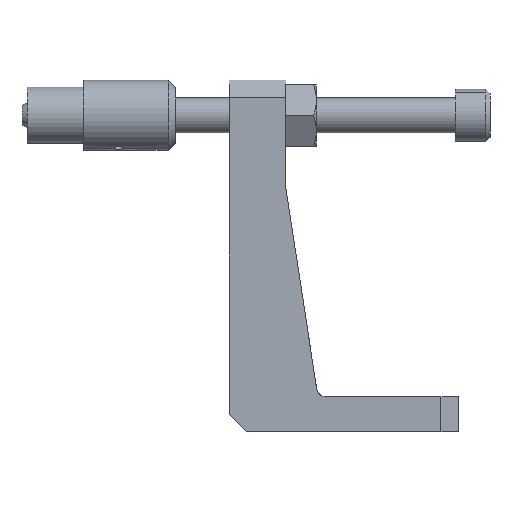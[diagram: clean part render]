
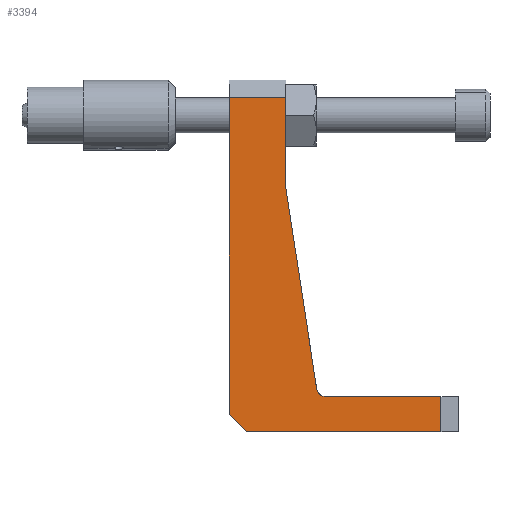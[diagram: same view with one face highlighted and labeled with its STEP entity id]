
A CAD part, left-side view. The second image highlights one B-rep face of the part: STEP entity #3394.
In plain terms, the highlighted planar face has unit normal (-1, 0, 0).
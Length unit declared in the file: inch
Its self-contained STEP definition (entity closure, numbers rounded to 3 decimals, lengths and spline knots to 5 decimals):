
#211 = VECTOR ( 'NONE', #504, 39.37008 ) ;
#212 = LINE ( 'NONE', #513, #211 ) ;
#217 = VECTOR ( 'NONE', #530, 39.37008 ) ;
#218 = LINE ( 'NONE', #547, #217 ) ;
#230 = LINE ( 'NONE', #567, #231 ) ;
#231 = VECTOR ( 'NONE', #574, 39.37008 ) ;
#237 = VECTOR ( 'NONE', #560, 39.37008 ) ;
#246 = LINE ( 'NONE', #539, #237 ) ;
#504 = DIRECTION ( 'NONE',  ( 0., 1., 0. ) ) ;
#513 = CARTESIAN_POINT ( 'NONE',  ( -0.25, -1., 0. ) ) ;
#530 = DIRECTION ( 'NONE',  ( 0., 0., 1. ) ) ;
#539 = CARTESIAN_POINT ( 'NONE',  ( -0.25, 0.23, 2.5 ) ) ;
#547 = CARTESIAN_POINT ( 'NONE',  ( -0.25, 0.63, 0. ) ) ;
#560 = DIRECTION ( 'NONE',  ( 0., 0., -1. ) ) ;
#567 = CARTESIAN_POINT ( 'NONE',  ( -0.25, -0.875, 0.25 ) ) ;
#574 = DIRECTION ( 'NONE',  ( 0., 0., 1. ) ) ;
#730 = VECTOR ( 'NONE', #3897, 39.37008 ) ;
#768 = LINE ( 'NONE', #3876, #817 ) ;
#785 = CIRCLE ( 'NONE', #2661, 0.0625 ) ;
#814 = LINE ( 'NONE', #3904, #730 ) ;
#817 = VECTOR ( 'NONE', #3881, 39.37008 ) ;
#956 = PLANE ( 'NONE',  #2544 ) ;
#982 = DIRECTION ( 'NONE',  ( 0., 0., 1. ) ) ;
#991 = DIRECTION ( 'NONE',  ( -1., 0., 0. ) ) ;
#1029 = CARTESIAN_POINT ( 'NONE',  ( -0.25, -1., 0.25 ) ) ;
#1487 = DIRECTION ( 'NONE',  ( 0., 0., 1. ) ) ;
#1488 = DIRECTION ( 'NONE',  ( 1., 0., 0. ) ) ;
#1489 = CARTESIAN_POINT ( 'NONE',  ( -0.25, -0.05365, 0.3125 ) ) ;
#1528 = DIRECTION ( 'NONE',  ( 0., -0.152, -0.988 ) ) ;
#1532 = CARTESIAN_POINT ( 'NONE',  ( -0.25, 0., 0.25 ) ) ;
#1597 = ORIENTED_EDGE ( 'NONE', *, *, #2372, .F. ) ;
#1649 = ORIENTED_EDGE ( 'NONE', *, *, #2385, .T. ) ;
#1650 = ORIENTED_EDGE ( 'NONE', *, *, #2369, .F. ) ;
#1651 = ORIENTED_EDGE ( 'NONE', *, *, #4675, .T. ) ;
#1652 = ORIENTED_EDGE ( 'NONE', *, *, #2389, .F. ) ;
#1653 = ORIENTED_EDGE ( 'NONE', *, *, #4654, .T. ) ;
#1654 = ORIENTED_EDGE ( 'NONE', *, *, #4544, .T. ) ;
#1655 = ORIENTED_EDGE ( 'NONE', *, *, #4528, .F. ) ;
#1656 = ORIENTED_EDGE ( 'NONE', *, *, #4501, .F. ) ;
#1660 = ORIENTED_EDGE ( 'NONE', *, *, #4679, .T. ) ;
#1973 = VECTOR ( 'NONE', #1528, 39.37008 ) ;
#2032 = LINE ( 'NONE', #1532, #1973 ) ;
#2037 = LINE ( 'NONE', #3123, #2171 ) ;
#2058 = FACE_OUTER_BOUND ( 'NONE', #3631, .T. ) ;
#2093 = CIRCLE ( 'NONE', #2474, 0.0625 ) ;
#2171 = VECTOR ( 'NONE', #3262, 39.37008 ) ;
#2369 = EDGE_CURVE ( 'NONE', #3532, #3471, #212, .T. ) ;
#2372 = EDGE_CURVE ( 'NONE', #3705, #3712, #218, .T. ) ;
#2385 = EDGE_CURVE ( 'NONE', #3532, #3600, #230, .T. ) ;
#2389 = EDGE_CURVE ( 'NONE', #3679, #3770, #246, .T. ) ;
#2474 = AXIS2_PLACEMENT_3D ( 'NONE', #1489, #1488, #1487 ) ;
#2544 = AXIS2_PLACEMENT_3D ( 'NONE', #1029, #991, #982 ) ;
#2661 = AXIS2_PLACEMENT_3D ( 'NONE', #3836, #3837, #3838 ) ;
#3028 = CARTESIAN_POINT ( 'NONE',  ( -0.25, 0.00813, 0.30303 ) ) ;
#3050 = CARTESIAN_POINT ( 'NONE',  ( -0.25, 0.23, 2.375 ) ) ;
#3052 = CARTESIAN_POINT ( 'NONE',  ( -0.25, 0.505, 0. ) ) ;
#3061 = CARTESIAN_POINT ( 'NONE',  ( -0.25, 0.63, 2.375 ) ) ;
#3068 = CARTESIAN_POINT ( 'NONE',  ( -0.25, 0.63, 0.125 ) ) ;
#3123 = CARTESIAN_POINT ( 'NONE',  ( -0.25, -1., 0.25 ) ) ;
#3137 = CARTESIAN_POINT ( 'NONE',  ( -0.25, 0.22928, 1.74529 ) ) ;
#3162 = CARTESIAN_POINT ( 'NONE',  ( -0.25, -0.875, 0.25 ) ) ;
#3174 = CARTESIAN_POINT ( 'NONE',  ( -0.25, -0.875, 0. ) ) ;
#3252 = CARTESIAN_POINT ( 'NONE',  ( -0.25, 0.23, 1.75476 ) ) ;
#3262 = DIRECTION ( 'NONE',  ( 0., -1., 0. ) ) ;
#3304 = CARTESIAN_POINT ( 'NONE',  ( -0.25, -0.05365, 0.25 ) ) ;
#3394 = ADVANCED_FACE ( 'NONE', ( #2058 ), #956, .T. ) ;
#3471 = VERTEX_POINT ( 'NONE', #3052 ) ;
#3497 = VERTEX_POINT ( 'NONE', #3137 ) ;
#3525 = VERTEX_POINT ( 'NONE', #3304 ) ;
#3532 = VERTEX_POINT ( 'NONE', #3174 ) ;
#3600 = VERTEX_POINT ( 'NONE', #3162 ) ;
#3631 = EDGE_LOOP ( 'NONE', ( #1597, #1651, #1650, #1649, #1656, #1654, #1655, #1653, #1652, #1660 ) ) ;
#3677 = VERTEX_POINT ( 'NONE', #3028 ) ;
#3679 = VERTEX_POINT ( 'NONE', #3050 ) ;
#3705 = VERTEX_POINT ( 'NONE', #3068 ) ;
#3712 = VERTEX_POINT ( 'NONE', #3061 ) ;
#3770 = VERTEX_POINT ( 'NONE', #3252 ) ;
#3836 = CARTESIAN_POINT ( 'NONE',  ( -0.25, 0.1675, 1.75476 ) ) ;
#3837 = DIRECTION ( 'NONE',  ( 1., 0., 0. ) ) ;
#3838 = DIRECTION ( 'NONE',  ( 0., 0., 1. ) ) ;
#3876 = CARTESIAN_POINT ( 'NONE',  ( -0.25, -0.1225, -0.6275 ) ) ;
#3881 = DIRECTION ( 'NONE',  ( 0., -0.707, -0.707 ) ) ;
#3897 = DIRECTION ( 'NONE',  ( 0., 1., 0. ) ) ;
#3904 = CARTESIAN_POINT ( 'NONE',  ( -0.25, 0.63, 2.375 ) ) ;
#4501 = EDGE_CURVE ( 'NONE', #3525, #3600, #2037, .T. ) ;
#4528 = EDGE_CURVE ( 'NONE', #3497, #3677, #2032, .T. ) ;
#4544 = EDGE_CURVE ( 'NONE', #3525, #3677, #2093, .T. ) ;
#4654 = EDGE_CURVE ( 'NONE', #3497, #3770, #785, .T. ) ;
#4675 = EDGE_CURVE ( 'NONE', #3705, #3471, #768, .T. ) ;
#4679 = EDGE_CURVE ( 'NONE', #3679, #3712, #814, .T. ) ;
